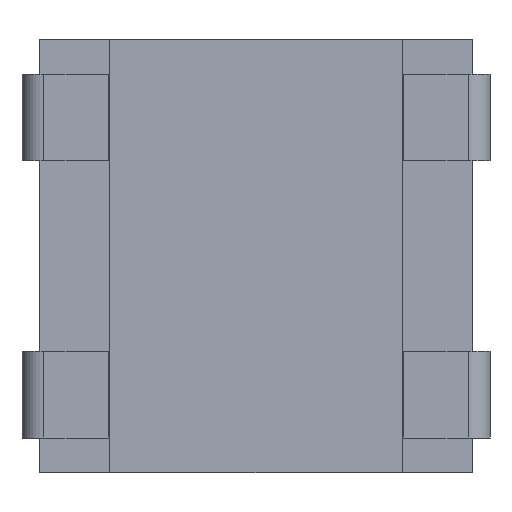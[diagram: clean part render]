
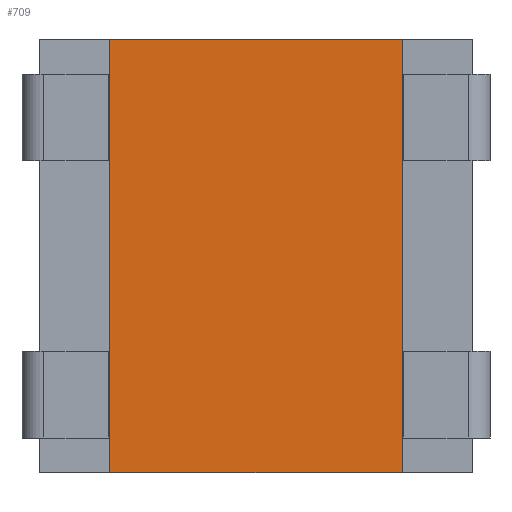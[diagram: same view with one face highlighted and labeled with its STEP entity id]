
A CAD part, front view. The second image highlights one B-rep face of the part: STEP entity #709.
In plain terms, the highlighted planar face has unit normal (0, -1, 0).
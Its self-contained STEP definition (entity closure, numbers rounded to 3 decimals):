
#103 = LINE ( 'NONE', #996, #608 ) ;
#104 = DIRECTION ( 'NONE',  ( 0., 1., 0. ) ) ;
#130 = CARTESIAN_POINT ( 'NONE',  ( -1.689, 0.1, 2.5 ) ) ;
#190 = CARTESIAN_POINT ( 'NONE',  ( -1.689, 0.1, -2.5 ) ) ;
#214 = CARTESIAN_POINT ( 'NONE',  ( 1.689, 0.1, 2.5 ) ) ;
#223 = VERTEX_POINT ( 'NONE', #214 ) ;
#230 = ORIENTED_EDGE ( 'NONE', *, *, #524, .F. ) ;
#284 = CARTESIAN_POINT ( 'NONE',  ( -1.689, 0.1, -2.5 ) ) ;
#286 = LINE ( 'NONE', #190, #450 ) ;
#391 = EDGE_LOOP ( 'NONE', ( #230, #588, #548, #894 ) ) ;
#450 = VECTOR ( 'NONE', #1239, 1000. ) ;
#455 = AXIS2_PLACEMENT_3D ( 'NONE', #1155, #104, #1927 ) ;
#524 = EDGE_CURVE ( 'NONE', #1603, #223, #1671, .T. ) ;
#548 = ORIENTED_EDGE ( 'NONE', *, *, #1885, .T. ) ;
#588 = ORIENTED_EDGE ( 'NONE', *, *, #1100, .F. ) ;
#608 = VECTOR ( 'NONE', #702, 1000. ) ;
#647 = FACE_OUTER_BOUND ( 'NONE', #391, .T. ) ;
#664 = VERTEX_POINT ( 'NONE', #1144 ) ;
#702 = DIRECTION ( 'NONE',  ( 1., 0., 0. ) ) ;
#709 = ADVANCED_FACE ( 'NONE', ( #647 ), #1490, .F. ) ;
#726 = CARTESIAN_POINT ( 'NONE',  ( 1.689, 0.1, -2.5 ) ) ;
#836 = DIRECTION ( 'NONE',  ( 0., 0., 1. ) ) ;
#894 = ORIENTED_EDGE ( 'NONE', *, *, #1287, .T. ) ;
#898 = VECTOR ( 'NONE', #836, 1000. ) ;
#996 = CARTESIAN_POINT ( 'NONE',  ( 2.5, 0.1, -2.5 ) ) ;
#1045 = VECTOR ( 'NONE', #1954, 1000. ) ;
#1100 = EDGE_CURVE ( 'NONE', #1365, #1603, #286, .T. ) ;
#1144 = CARTESIAN_POINT ( 'NONE',  ( 1.689, 0.1, -2.5 ) ) ;
#1155 = CARTESIAN_POINT ( 'NONE',  ( 2.5, 0.1, 2.5 ) ) ;
#1239 = DIRECTION ( 'NONE',  ( 0., 0., 1. ) ) ;
#1287 = EDGE_CURVE ( 'NONE', #664, #223, #1324, .T. ) ;
#1324 = LINE ( 'NONE', #726, #898 ) ;
#1365 = VERTEX_POINT ( 'NONE', #284 ) ;
#1490 = PLANE ( 'NONE',  #455 ) ;
#1498 = CARTESIAN_POINT ( 'NONE',  ( 2.5, 0.1, 2.5 ) ) ;
#1603 = VERTEX_POINT ( 'NONE', #130 ) ;
#1671 = LINE ( 'NONE', #1498, #1045 ) ;
#1885 = EDGE_CURVE ( 'NONE', #1365, #664, #103, .T. ) ;
#1927 = DIRECTION ( 'NONE',  ( -1., 0., 0. ) ) ;
#1954 = DIRECTION ( 'NONE',  ( 1., 0., 0. ) ) ;
